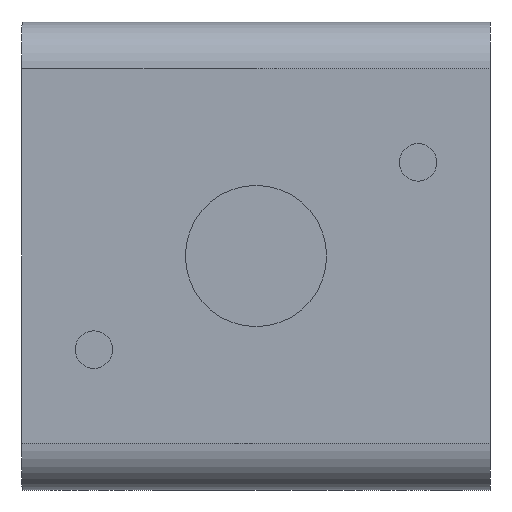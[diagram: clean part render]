
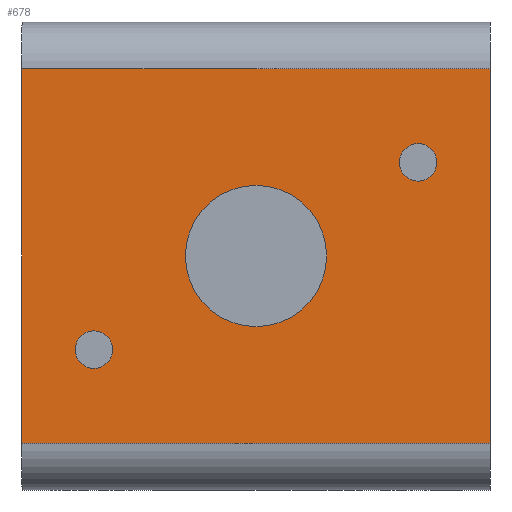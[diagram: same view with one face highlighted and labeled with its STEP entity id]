
A CAD part, left-side view. The second image highlights one B-rep face of the part: STEP entity #678.
In plain terms, the highlighted planar face has unit normal (-1, 0, 0).
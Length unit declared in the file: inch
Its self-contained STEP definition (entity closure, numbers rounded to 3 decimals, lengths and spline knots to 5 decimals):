
#49 = CARTESIAN_POINT ( 'NONE',  ( 0., 1.25, -1.627 ) ) ;
#58 = FACE_BOUND ( 'NONE', #2400, .T. ) ;
#97 = CARTESIAN_POINT ( 'NONE',  ( 0., 2.11603, -1.75 ) ) ;
#102 = DIRECTION ( 'NONE',  ( -1., 0., 0. ) ) ;
#117 = EDGE_CURVE ( 'NONE', #1148, #1082, #278, .T. ) ;
#130 = ORIENTED_EDGE ( 'NONE', *, *, #798, .F. ) ;
#132 = CIRCLE ( 'NONE', #807, 0.1 ) ;
#150 = EDGE_LOOP ( 'NONE', ( #1971, #1781 ) ) ;
#155 = ORIENTED_EDGE ( 'NONE', *, *, #2424, .T. ) ;
#190 = AXIS2_PLACEMENT_3D ( 'NONE', #1225, #1018, #2560 ) ;
#224 = VERTEX_POINT ( 'NONE', #488 ) ;
#229 = VERTEX_POINT ( 'NONE', #49 ) ;
#238 = CARTESIAN_POINT ( 'NONE',  ( 0., 2.11603, -1.85 ) ) ;
#275 = AXIS2_PLACEMENT_3D ( 'NONE', #2558, #1235, #2769 ) ;
#278 = CIRCLE ( 'NONE', #2473, 0.1 ) ;
#318 = DIRECTION ( 'NONE',  ( 0., 0., 1. ) ) ;
#352 = VERTEX_POINT ( 'NONE', #1767 ) ;
#353 = VERTEX_POINT ( 'NONE', #238 ) ;
#487 = CARTESIAN_POINT ( 'NONE',  ( 0., 0.38397, -0.75 ) ) ;
#488 = CARTESIAN_POINT ( 'NONE',  ( 0., 1.25, -0.873 ) ) ;
#501 = LINE ( 'NONE', #1866, #2111 ) ;
#573 = DIRECTION ( 'NONE',  ( -1., 0., 0. ) ) ;
#577 = CARTESIAN_POINT ( 'NONE',  ( 0., 2.5, -0.25 ) ) ;
#678 = ADVANCED_FACE ( 'NONE', ( #2330, #2398, #58, #1220 ), #794, .F. ) ;
#706 = DIRECTION ( 'NONE',  ( 0., 0., 1. ) ) ;
#721 = CARTESIAN_POINT ( 'NONE',  ( 0., 0.38397, -0.85 ) ) ;
#769 = EDGE_CURVE ( 'NONE', #825, #1246, #501, .T. ) ;
#778 = CIRCLE ( 'NONE', #2099, 0.377 ) ;
#794 = PLANE ( 'NONE',  #190 ) ;
#798 = EDGE_CURVE ( 'NONE', #224, #229, #1983, .T. ) ;
#807 = AXIS2_PLACEMENT_3D ( 'NONE', #487, #2024, #706 ) ;
#825 = VERTEX_POINT ( 'NONE', #1239 ) ;
#937 = CARTESIAN_POINT ( 'NONE',  ( 0., 2.5, 0. ) ) ;
#945 = DIRECTION ( 'NONE',  ( -1., 0., 0. ) ) ;
#960 = CARTESIAN_POINT ( 'NONE',  ( 0., 0.38397, -0.65 ) ) ;
#988 = DIRECTION ( 'NONE',  ( 0., 0., 1. ) ) ;
#1012 = CARTESIAN_POINT ( 'NONE',  ( 0., 2.5, -2.25 ) ) ;
#1018 = DIRECTION ( 'NONE',  ( 1., 0., 0. ) ) ;
#1023 = CARTESIAN_POINT ( 'NONE',  ( 0., 0., -0.25 ) ) ;
#1082 = VERTEX_POINT ( 'NONE', #721 ) ;
#1148 = VERTEX_POINT ( 'NONE', #960 ) ;
#1197 = EDGE_CURVE ( 'NONE', #353, #1984, #1968, .T. ) ;
#1220 = FACE_OUTER_BOUND ( 'NONE', #1665, .T. ) ;
#1224 = LINE ( 'NONE', #937, #2335 ) ;
#1225 = CARTESIAN_POINT ( 'NONE',  ( 0., 2.5, 0. ) ) ;
#1235 = DIRECTION ( 'NONE',  ( -1., 0., 0. ) ) ;
#1239 = CARTESIAN_POINT ( 'NONE',  ( 0., 0., -2.25 ) ) ;
#1246 = VERTEX_POINT ( 'NONE', #1023 ) ;
#1271 = CIRCLE ( 'NONE', #275, 0.1 ) ;
#1343 = CARTESIAN_POINT ( 'NONE',  ( 0., 2.5, -2.25 ) ) ;
#1376 = VECTOR ( 'NONE', #1565, 39.37008 ) ;
#1415 = ORIENTED_EDGE ( 'NONE', *, *, #2334, .F. ) ;
#1421 = CARTESIAN_POINT ( 'NONE',  ( 0., 0.38397, -0.75 ) ) ;
#1510 = AXIS2_PLACEMENT_3D ( 'NONE', #1895, #573, #2110 ) ;
#1565 = DIRECTION ( 'NONE',  ( 0., -1., 0. ) ) ;
#1569 = ORIENTED_EDGE ( 'NONE', *, *, #2386, .F. ) ;
#1606 = VECTOR ( 'NONE', #2127, 39.37008 ) ;
#1612 = VERTEX_POINT ( 'NONE', #1012 ) ;
#1627 = DIRECTION ( 'NONE',  ( -1., 0., 0. ) ) ;
#1633 = DIRECTION ( 'NONE',  ( 0., 0., 1. ) ) ;
#1665 = EDGE_LOOP ( 'NONE', ( #2042, #155, #1569, #2417 ) ) ;
#1767 = CARTESIAN_POINT ( 'NONE',  ( 0., 2.5, -0.25 ) ) ;
#1781 = ORIENTED_EDGE ( 'NONE', *, *, #1197, .F. ) ;
#1866 = CARTESIAN_POINT ( 'NONE',  ( 0., 0., 0. ) ) ;
#1870 = CARTESIAN_POINT ( 'NONE',  ( 0., 2.11603, -1.65 ) ) ;
#1895 = CARTESIAN_POINT ( 'NONE',  ( 0., 1.25, -1.25 ) ) ;
#1954 = LINE ( 'NONE', #1343, #1376 ) ;
#1968 = CIRCLE ( 'NONE', #2423, 0.1 ) ;
#1971 = ORIENTED_EDGE ( 'NONE', *, *, #2034, .F. ) ;
#1983 = CIRCLE ( 'NONE', #1510, 0.377 ) ;
#1984 = VERTEX_POINT ( 'NONE', #1870 ) ;
#2024 = DIRECTION ( 'NONE',  ( -1., 0., 0. ) ) ;
#2034 = EDGE_CURVE ( 'NONE', #1984, #353, #1271, .T. ) ;
#2042 = ORIENTED_EDGE ( 'NONE', *, *, #769, .T. ) ;
#2099 = AXIS2_PLACEMENT_3D ( 'NONE', #2269, #945, #2484 ) ;
#2110 = DIRECTION ( 'NONE',  ( 0., 0., 1. ) ) ;
#2111 = VECTOR ( 'NONE', #988, 39.37008 ) ;
#2127 = DIRECTION ( 'NONE',  ( 0., 1., 0. ) ) ;
#2256 = ORIENTED_EDGE ( 'NONE', *, *, #2729, .F. ) ;
#2269 = CARTESIAN_POINT ( 'NONE',  ( 0., 1.25, -1.25 ) ) ;
#2294 = EDGE_CURVE ( 'NONE', #1612, #825, #1954, .T. ) ;
#2330 = FACE_BOUND ( 'NONE', #2699, .T. ) ;
#2334 = EDGE_CURVE ( 'NONE', #1082, #1148, #132, .T. ) ;
#2335 = VECTOR ( 'NONE', #2694, 39.37008 ) ;
#2386 = EDGE_CURVE ( 'NONE', #1612, #352, #1224, .T. ) ;
#2398 = FACE_BOUND ( 'NONE', #150, .T. ) ;
#2400 = EDGE_LOOP ( 'NONE', ( #130, #2256 ) ) ;
#2417 = ORIENTED_EDGE ( 'NONE', *, *, #2294, .T. ) ;
#2423 = AXIS2_PLACEMENT_3D ( 'NONE', #97, #1627, #318 ) ;
#2424 = EDGE_CURVE ( 'NONE', #1246, #352, #2845, .T. ) ;
#2473 = AXIS2_PLACEMENT_3D ( 'NONE', #1421, #102, #1633 ) ;
#2484 = DIRECTION ( 'NONE',  ( 0., 0., 1. ) ) ;
#2557 = ORIENTED_EDGE ( 'NONE', *, *, #117, .F. ) ;
#2558 = CARTESIAN_POINT ( 'NONE',  ( 0., 2.11603, -1.75 ) ) ;
#2560 = DIRECTION ( 'NONE',  ( 0., 0., -1. ) ) ;
#2694 = DIRECTION ( 'NONE',  ( 0., 0., 1. ) ) ;
#2699 = EDGE_LOOP ( 'NONE', ( #2557, #1415 ) ) ;
#2729 = EDGE_CURVE ( 'NONE', #229, #224, #778, .T. ) ;
#2769 = DIRECTION ( 'NONE',  ( 0., 0., 1. ) ) ;
#2845 = LINE ( 'NONE', #577, #1606 ) ;
